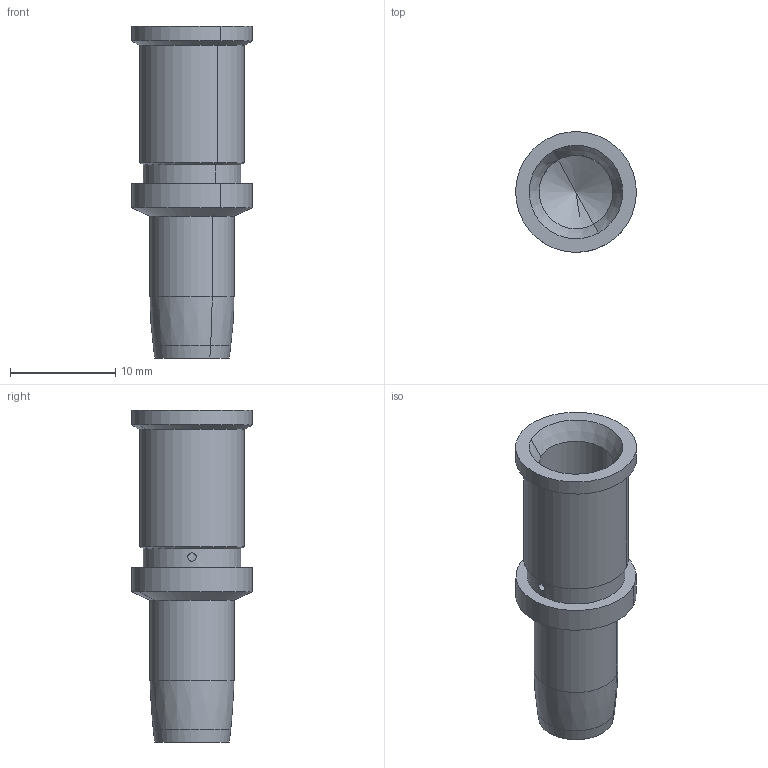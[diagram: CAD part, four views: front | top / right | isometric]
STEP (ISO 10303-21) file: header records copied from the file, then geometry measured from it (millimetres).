
FILE_DESCRIPTION(('CATIA V5 STEP Exchange','CAx-IF Rec.Pracs.--- Model Styling and Organization---1.5--- 2016-08-15','CAx-IF Rec.Pracs.---Supplemental Geometry---1.0---2011-11-01','CAx-IF Rec.Pracs.--- Composite Materials ---1.1---2010-07-15'),'2;1');
FILE_NAME ('1114182-5_1', '2025-08-18T12:44:28+00:00', ('none'), ('Weidmueller'), 'CATIA Version 5-6 Release 2024 SP4', 'CATIA V5 STEP AP214 v3', 'none');
FILE_SCHEMA(('AUTOMOTIVE_DESIGN { 1 0 10303 214 1 1 1 1 }'));
Length unit declared in the file: millimetre
Products named in the file (1): 2668260000
Bounding box: 11.5 x 11.5 x 31.6 mm (x, y, z)
Volume: 1127.3 mm3; surface area: 1727.3 mm2
Topology: 1 solids, 1 shells, 42 faces, 88 edges, 46 vertices
Faces by surface type: cone 18, cylinder 16, revolution 4, torus 2, plane 2
Entity records: 1013 total; most frequent: CARTESIAN_POINT 216, ORIENTED_EDGE 168, DIRECTION 122, EDGE_CURVE 84, AXIS2_PLACEMENT_3D 64, EDGE_LOOP 46, VERTEX_POINT 46, ADVANCED_FACE 42
